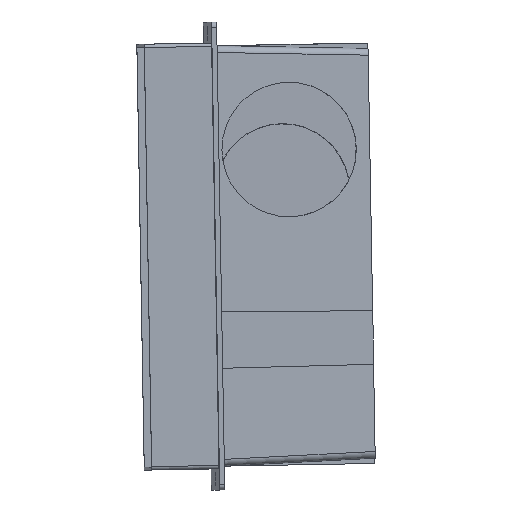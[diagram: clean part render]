
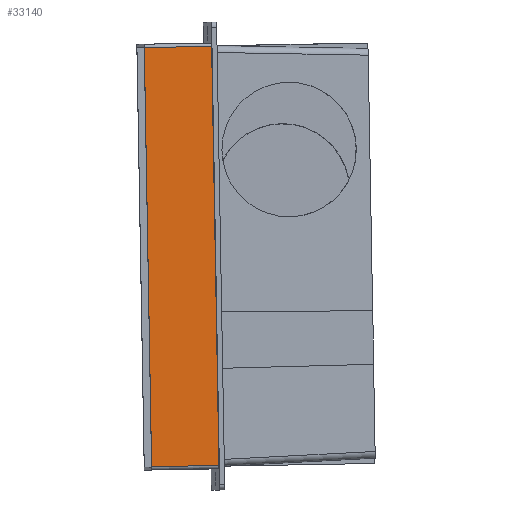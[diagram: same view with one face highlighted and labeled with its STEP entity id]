
A CAD part, left-side view. The second image highlights one B-rep face of the part: STEP entity #33140.
In plain terms, the highlighted face is planar.
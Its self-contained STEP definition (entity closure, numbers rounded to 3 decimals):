
#2430=CARTESIAN_POINT('',(-126.577,93.,-124.426));
#2440=VERTEX_POINT('',#2430);
#2470=CARTESIAN_POINT('',(-126.539,93.,0.));
#2480=DIRECTION('',(0.,0.,1.));
#2490=VECTOR('',#2480,1.);
#2500=LINE('',#2470,#2490);
#2510=CARTESIAN_POINT('',(-126.501,93.,124.574));
#2520=VERTEX_POINT('',#2510);
#2530=EDGE_CURVE('',#2440,#2520,#2500,.T.);
#31390=CARTESIAN_POINT('',(-126.577,133.,-124.426));
#31400=VERTEX_POINT('',#31390);
#31900=CARTESIAN_POINT('',(-126.501,133.,124.574));
#31910=VERTEX_POINT('',#31900);
#31940=CARTESIAN_POINT('',(-126.505,133.,111.324));
#31950=DIRECTION('',(0.,0.,
-1.));
#31960=VECTOR('',#31950,1.);
#31970=LINE('',#31940,#31960);
#31980=EDGE_CURVE('',#31910,#31400,#31970,.T.);
#32160=CARTESIAN_POINT('',(-126.501,133.,124.574));
#32170=DIRECTION('',(0.,-1.,0.));
#32180=VECTOR('',#32170,1.);
#32190=LINE('',#32160,#32180);
#32200=EDGE_CURVE('',#31910,#2520,#32190,.T.);
#32920=CARTESIAN_POINT('',(-126.577,133.,-124.426));
#32930=DIRECTION('',(0.,1.,0.));
#32940=VECTOR('',#32930,1.);
#32950=LINE('',#32920,#32940);
#32960=EDGE_CURVE('',#2440,#31400,#32950,.T.);
#33030=CARTESIAN_POINT('',(-126.781,133.,-795.751));
#33040=DIRECTION('',(-1.,0.,
0.));
#33050=DIRECTION('',(0.,0.,
-1.));
#33060=AXIS2_PLACEMENT_3D('',#33030,#33040,#33050);
#33070=PLANE('',#33060);
#33080=ORIENTED_EDGE('',*,*,#32200,.F.);
#33090=ORIENTED_EDGE('',*,*,#2530,.T.);
#33100=ORIENTED_EDGE('',*,*,#32960,.F.);
#33110=ORIENTED_EDGE('',*,*,#31980,.T.);
#33120=EDGE_LOOP('',(#33110,#33100,#33090,#33080));
#33130=FACE_OUTER_BOUND('',#33120,.T.);
#33140=ADVANCED_FACE('',(#33130),#33070,.T.);
